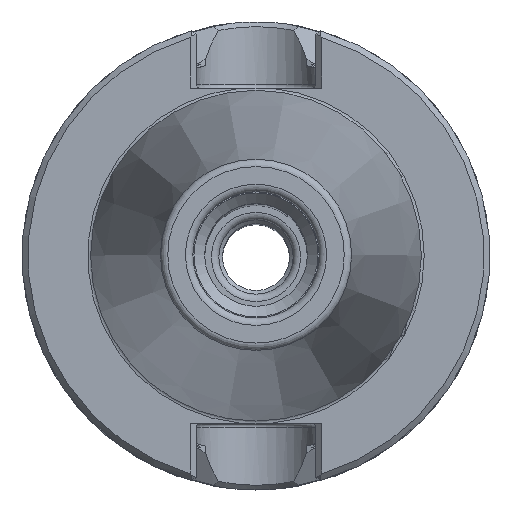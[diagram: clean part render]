
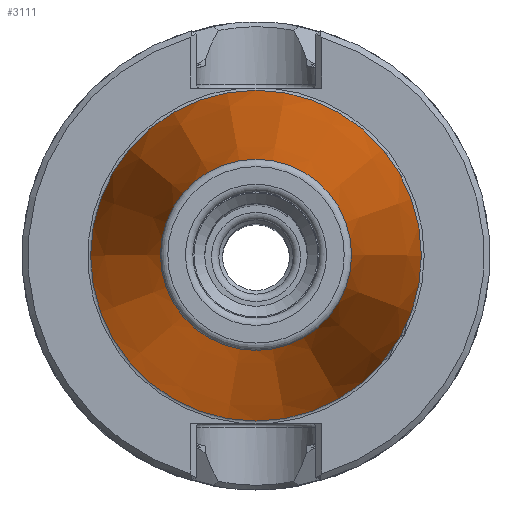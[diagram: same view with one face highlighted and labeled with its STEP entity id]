
A CAD part, top view. The second image highlights one B-rep face of the part: STEP entity #3111.
In plain terms, the highlighted conical face has half-angle 8.297 degrees and reference radius 12.871 mm.
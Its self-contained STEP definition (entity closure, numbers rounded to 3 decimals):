
#301=CONICAL_SURFACE('',#3303,12.871,0.145);
#387=ORIENTED_EDGE('',*,*,#883,.T.);
#388=ORIENTED_EDGE('',*,*,#882,.F.);
#882=EDGE_CURVE('',#1143,#1143,#1344,.T.);
#883=EDGE_CURVE('',#1144,#1144,#1345,.T.);
#1143=VERTEX_POINT('',#4295);
#1144=VERTEX_POINT('',#4298);
#1344=CIRCLE('',#3302,12.871);
#1345=CIRCLE('',#3304,22.268);
#1498=EDGE_LOOP('',(#387));
#1499=EDGE_LOOP('',(#388));
#1748=FACE_BOUND('',#1498,.T.);
#1749=FACE_BOUND('',#1499,.T.);
#3111=ADVANCED_FACE('',(#1748,#1749),#301,.T.);
#3302=AXIS2_PLACEMENT_3D('',#4294,#3657,#3658);
#3303=AXIS2_PLACEMENT_3D('',#4296,#3659,#3660);
#3304=AXIS2_PLACEMENT_3D('',#4297,#3661,#3662);
#3657=DIRECTION('',(0.,0.,1.));
#3658=DIRECTION('',(1.,0.,0.));
#3659=DIRECTION('',(0.,0.,-1.));
#3660=DIRECTION('',(-1.,0.,0.));
#3661=DIRECTION('',(0.,0.,1.));
#3662=DIRECTION('',(1.,0.,0.));
#4294=CARTESIAN_POINT('',(0.,0.,64.544));
#4295=CARTESIAN_POINT('',(12.871,0.,64.544));
#4296=CARTESIAN_POINT('',(0.,0.,64.544));
#4297=CARTESIAN_POINT('',(0.,0.,0.106));
#4298=CARTESIAN_POINT('',(22.268,0.,0.106));
